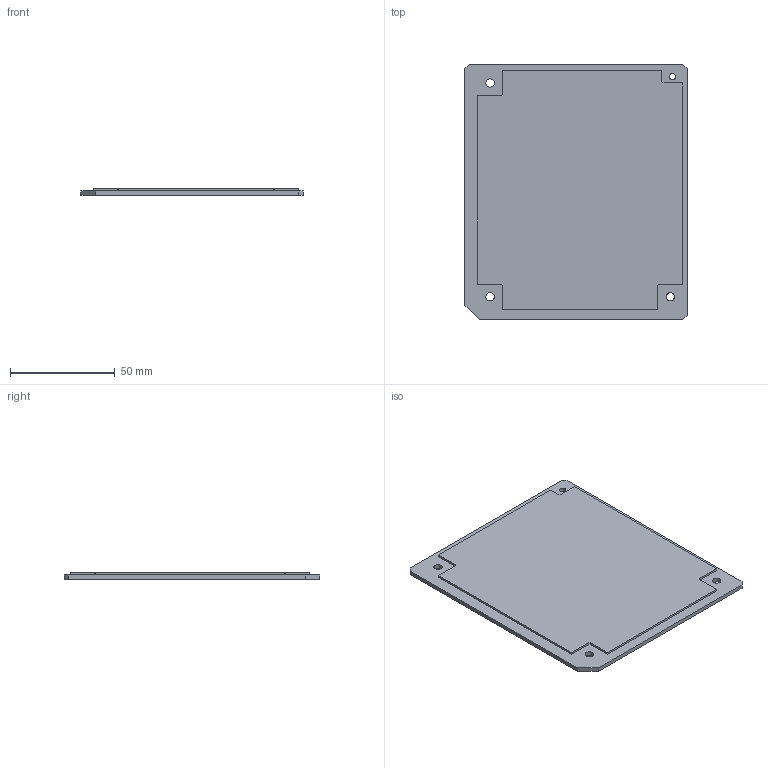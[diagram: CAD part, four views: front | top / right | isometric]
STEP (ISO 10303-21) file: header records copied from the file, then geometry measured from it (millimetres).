
FILE_DESCRIPTION(/* description */ ('STEP AP242','CAx-IF Rec.Pracs.---Representation and Presentation of Product Manufacturing Information (PMI)---4.0---2014-10-13','CAx-IF Rec.Pracs.---3D Tessellated Geometry---0.4---2014-09-14','2;1'),/* implementation_level */ '2;1');
FILE_NAME(/* name */ '67dacbf89fafd649af68d7be',/* time_stamp */ '2025-03-19T13:51:53Z',/* author */ (''),/* organization */ (''),/* preprocessor_version */ 'ST-DEVELOPER v20',/* originating_system */ 'ONSHAPE BY PTC INC, 1.195',/* authorisation */ ' ');
FILE_SCHEMA (('AP242_MANAGED_MODEL_BASED_3D_ENGINEERING_MIM_LF { 1 0 10303 442 1 1 4 }'));
Length unit declared in the file: metre
Products named in the file (1): Lateral B
Bounding box: 106 x 122 x 3 mm (x, y, z)
Volume: 36394 mm3; surface area: 27127.3 mm2
Topology: 1 solids, 1 shells, 31 faces, 88 edges, 60 vertices
Faces by surface type: plane 27, cylinder 4
Full cylindrical faces by diameter (mm): 3 x1, 4 x3
Entity records: 984 total; most frequent: CARTESIAN_POINT 168, ORIENTED_EDGE 160, DIRECTION 152, EDGE_CURVE 80, LINE 72, VECTOR 72, VERTEX_POINT 56, EDGE_LOOP 44
